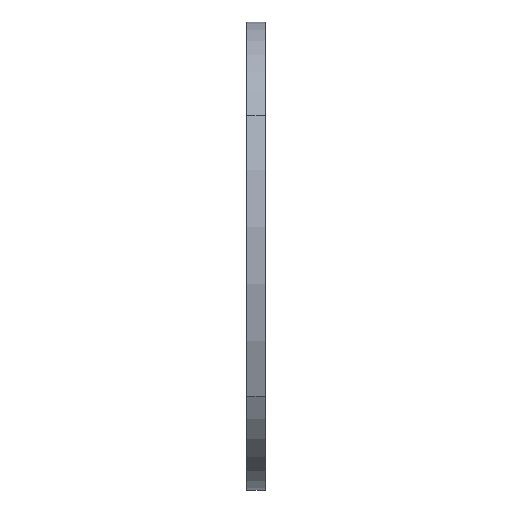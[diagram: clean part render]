
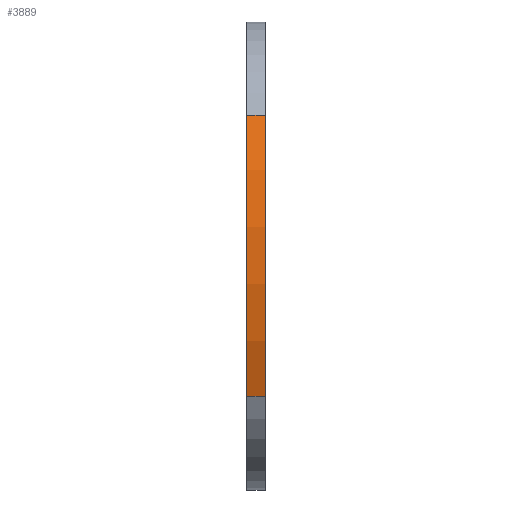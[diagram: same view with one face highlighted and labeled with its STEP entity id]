
A CAD part, top view. The second image highlights one B-rep face of the part: STEP entity #3889.
In plain terms, the highlighted cylindrical face has radius 20 mm (diameter 40 mm), a partial arc.
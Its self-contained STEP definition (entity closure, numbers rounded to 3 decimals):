
#174=FACE_OUTER_BOUND('',#387,.T.);
#387=EDGE_LOOP('',(#2486,#2487,#2488,#2489));
#628=LINE('',#5686,#1003);
#629=LINE('',#5691,#1004);
#1003=VECTOR('',#4523,10.);
#1004=VECTOR('',#4528,10.);
#1379=CIRCLE('',#4125,20.);
#1380=CIRCLE('',#4126,20.);
#1557=VERTEX_POINT('',#5679);
#1560=VERTEX_POINT('',#5684);
#1561=VERTEX_POINT('',#5688);
#1562=VERTEX_POINT('',#5690);
#1930=EDGE_CURVE('',#1560,#1557,#628,.T.);
#1931=EDGE_CURVE('',#1561,#1560,#1379,.T.);
#1932=EDGE_CURVE('',#1562,#1561,#629,.T.);
#1933=EDGE_CURVE('',#1557,#1562,#1380,.T.);
#2486=ORIENTED_EDGE('',*,*,#1930,.F.);
#2487=ORIENTED_EDGE('',*,*,#1931,.F.);
#2488=ORIENTED_EDGE('',*,*,#1932,.F.);
#2489=ORIENTED_EDGE('',*,*,#1933,.F.);
#3593=CYLINDRICAL_SURFACE('',#4124,20.);
#3889=ADVANCED_FACE('',(#174),#3593,.T.);
#4124=AXIS2_PLACEMENT_3D('',#5687,#4524,#4525);
#4125=AXIS2_PLACEMENT_3D('',#5689,#4526,#4527);
#4126=AXIS2_PLACEMENT_3D('',#5692,#4529,#4530);
#4523=DIRECTION('',(1.,0.,0.));
#4524=DIRECTION('center_axis',(-1.,0.,0.));
#4525=DIRECTION('ref_axis',(0.,-0.625,-0.781));
#4526=DIRECTION('center_axis',(-1.,0.,0.));
#4527=DIRECTION('ref_axis',(0.,-0.625,-0.781));
#4528=DIRECTION('',(-1.,0.,0.));
#4529=DIRECTION('center_axis',(1.,0.,0.));
#4530=DIRECTION('ref_axis',(0.,-0.625,-0.781));
#5679=CARTESIAN_POINT('',(-2.98,8.322,19.842));
#5684=CARTESIAN_POINT('',(-3.98,8.322,19.842));
#5686=CARTESIAN_POINT('',(-2.98,8.322,19.842));
#5687=CARTESIAN_POINT('Origin',(-2.98,0.822,1.302));
#5688=CARTESIAN_POINT('',(-3.98,-6.678,19.842));
#5689=CARTESIAN_POINT('Origin',(-3.98,0.822,1.302));
#5690=CARTESIAN_POINT('',(-2.98,-6.678,19.842));
#5691=CARTESIAN_POINT('',(-2.98,-6.678,19.842));
#5692=CARTESIAN_POINT('Origin',(-2.98,0.822,1.302));
